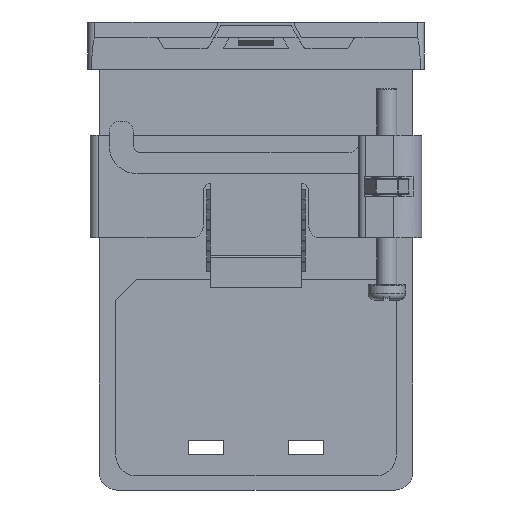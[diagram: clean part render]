
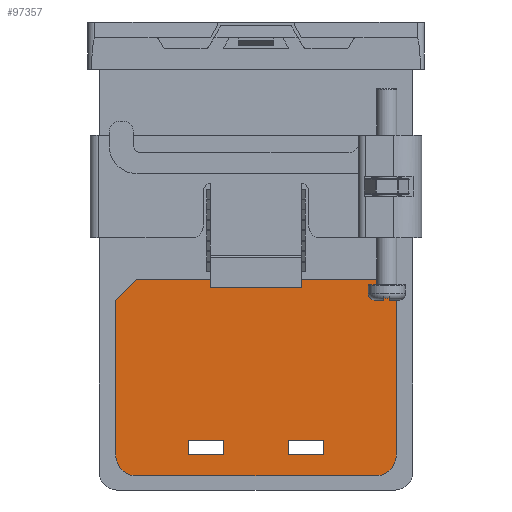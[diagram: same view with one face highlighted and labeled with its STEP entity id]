
A CAD part, front view. The second image highlights one B-rep face of the part: STEP entity #97357.
In plain terms, the highlighted planar face has unit normal (0, -1, 0).
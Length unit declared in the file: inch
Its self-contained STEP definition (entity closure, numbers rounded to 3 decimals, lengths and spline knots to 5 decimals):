
#2307 = CIRCLE ( 'NONE', #32710, 0.11811 ) ;
#3101 = LINE ( 'NONE', #38443, #142192 ) ;
#3453 = ORIENTED_EDGE ( 'NONE', *, *, #156003, .T. ) ;
#6165 = FACE_BOUND ( 'NONE', #125336, .T. ) ;
#7148 = DIRECTION ( 'NONE',  ( -1., 0., 0. ) ) ;
#8288 = EDGE_CURVE ( 'NONE', #163359, #18369, #88980, .T. ) ;
#8592 = EDGE_CURVE ( 'NONE', #42869, #80107, #2307, .T. ) ;
#8861 = CARTESIAN_POINT ( 'NONE',  ( -3.23799, -2.84431, 3.79321 ) ) ;
#8887 = ORIENTED_EDGE ( 'NONE', *, *, #14079, .T. ) ;
#10741 = CARTESIAN_POINT ( 'NONE',  ( -4.8128, -2.84431, 2.37589 ) ) ;
#11328 = ORIENTED_EDGE ( 'NONE', *, *, #164319, .F. ) ;
#12891 = ORIENTED_EDGE ( 'NONE', *, *, #106267, .T. ) ;
#14079 = EDGE_CURVE ( 'NONE', #105401, #91097, #127653, .T. ) ;
#15409 = VERTEX_POINT ( 'NONE', #39620 ) ;
#16359 = AXIS2_PLACEMENT_3D ( 'NONE', #81735, #66374, #120667 ) ;
#16777 = VERTEX_POINT ( 'NONE', #136453 ) ;
#18369 = VERTEX_POINT ( 'NONE', #108072 ) ;
#18572 = DIRECTION ( 'NONE',  ( 0., 0., 1. ) ) ;
#19307 = CARTESIAN_POINT ( 'NONE',  ( -4.69469, -2.84431, 1.39163 ) ) ;
#20477 = CARTESIAN_POINT ( 'NONE',  ( -4.4063, -2.84431, 1.58849 ) ) ;
#21826 = LINE ( 'NONE', #45735, #74503 ) ;
#21865 = DIRECTION ( 'NONE',  ( 1., 0., 0. ) ) ;
#22306 = DIRECTION ( 'NONE',  ( -1., 0., 0. ) ) ;
#26942 = ORIENTED_EDGE ( 'NONE', *, *, #99606, .T. ) ;
#27200 = VERTEX_POINT ( 'NONE', #19307 ) ;
#29557 = LINE ( 'NONE', #141423, #111976 ) ;
#30726 = CARTESIAN_POINT ( 'NONE',  ( -4.20945, -2.84431, 1.58849 ) ) ;
#31128 = VECTOR ( 'NONE', #22306, 39.37008 ) ;
#32710 = AXIS2_PLACEMENT_3D ( 'NONE', #59217, #84630, #71034 ) ;
#34239 = PLANE ( 'NONE',  #108660 ) ;
#34413 = CARTESIAN_POINT ( 'NONE',  ( -3.64449, -2.84431, 1.58849 ) ) ;
#35840 = DIRECTION ( 'NONE',  ( 0., 0., 1. ) ) ;
#37191 = CARTESIAN_POINT ( 'NONE',  ( -4.4063, -2.84431, 1.50975 ) ) ;
#38443 = CARTESIAN_POINT ( 'NONE',  ( -3.64449, -2.84431, 3.79321 ) ) ;
#39620 = CARTESIAN_POINT ( 'NONE',  ( -3.84134, -2.84431, 1.58849 ) ) ;
#42869 = VERTEX_POINT ( 'NONE', #46739 ) ;
#45735 = CARTESIAN_POINT ( 'NONE',  ( -4.0254, -2.84431, 1.50975 ) ) ;
#45882 = EDGE_CURVE ( 'NONE', #80107, #105401, #135548, .T. ) ;
#46739 = CARTESIAN_POINT ( 'NONE',  ( -3.23799, -2.84431, 2.37589 ) ) ;
#49128 = VECTOR ( 'NONE', #152156, 39.37008 ) ;
#50316 = CARTESIAN_POINT ( 'NONE',  ( -4.20945, -2.84431, 1.50975 ) ) ;
#50374 = DIRECTION ( 'NONE',  ( 0., 0., 1. ) ) ;
#51264 = DIRECTION ( 'NONE',  ( 1., 0., 0. ) ) ;
#53857 = CARTESIAN_POINT ( 'NONE',  ( -3.3561, -2.84431, 2.494 ) ) ;
#59217 = CARTESIAN_POINT ( 'NONE',  ( -3.3561, -2.84431, 2.37589 ) ) ;
#60758 = DIRECTION ( 'NONE',  ( 0., 0., 1. ) ) ;
#61048 = DIRECTION ( 'NONE',  ( -0.707, 0., -0.707 ) ) ;
#61354 = ORIENTED_EDGE ( 'NONE', *, *, #174147, .T. ) ;
#66374 = DIRECTION ( 'NONE',  ( 0., -1., 0. ) ) ;
#66934 = LINE ( 'NONE', #101888, #31128 ) ;
#68334 = ORIENTED_EDGE ( 'NONE', *, *, #76680, .T. ) ;
#70009 = VECTOR ( 'NONE', #35840, 39.37008 ) ;
#70504 = ORIENTED_EDGE ( 'NONE', *, *, #149726, .F. ) ;
#71034 = DIRECTION ( 'NONE',  ( 1., 0., 0. ) ) ;
#72816 = VERTEX_POINT ( 'NONE', #34413 ) ;
#73331 = LINE ( 'NONE', #172628, #172473 ) ;
#74503 = VECTOR ( 'NONE', #127011, 39.37008 ) ;
#74514 = LINE ( 'NONE', #123168, #78838 ) ;
#74708 = DIRECTION ( 'NONE',  ( 0., -1., 0. ) ) ;
#76680 = EDGE_CURVE ( 'NONE', #18369, #42869, #105984, .T. ) ;
#77804 = ORIENTED_EDGE ( 'NONE', *, *, #8592, .T. ) ;
#77937 = DIRECTION ( 'NONE',  ( 0., 0., 1. ) ) ;
#78838 = VECTOR ( 'NONE', #149070, 39.37008 ) ;
#79848 = LINE ( 'NONE', #86239, #151469 ) ;
#80107 = VERTEX_POINT ( 'NONE', #53857 ) ;
#80321 = CARTESIAN_POINT ( 'NONE',  ( -3.3561, -2.84431, 1.39163 ) ) ;
#81735 = CARTESIAN_POINT ( 'NONE',  ( -4.69469, -2.84431, 1.50975 ) ) ;
#82793 = VERTEX_POINT ( 'NONE', #37191 ) ;
#84200 = FACE_BOUND ( 'NONE', #153099, .T. ) ;
#84630 = DIRECTION ( 'NONE',  ( 0., -1., 0. ) ) ;
#84659 = ORIENTED_EDGE ( 'NONE', *, *, #134157, .T. ) ;
#85301 = EDGE_CURVE ( 'NONE', #72816, #15409, #29557, .T. ) ;
#86239 = CARTESIAN_POINT ( 'NONE',  ( -4.4063, -2.84431, 3.79321 ) ) ;
#88980 = CIRCLE ( 'NONE', #124050, 0.11811 ) ;
#91097 = VERTEX_POINT ( 'NONE', #10741 ) ;
#94127 = LINE ( 'NONE', #118152, #127897 ) ;
#97357 = ADVANCED_FACE ( 'NONE', ( #6165, #84200, #130492 ), #34239, .T. ) ;
#98717 = CARTESIAN_POINT ( 'NONE',  ( -4.20945, -2.84431, 3.79321 ) ) ;
#99390 = LINE ( 'NONE', #98717, #112109 ) ;
#99606 = EDGE_CURVE ( 'NONE', #16777, #15409, #94127, .T. ) ;
#99885 = ORIENTED_EDGE ( 'NONE', *, *, #126921, .F. ) ;
#100307 = VERTEX_POINT ( 'NONE', #134374 ) ;
#101888 = CARTESIAN_POINT ( 'NONE',  ( -4.0254, -2.84431, 1.50975 ) ) ;
#105401 = VERTEX_POINT ( 'NONE', #169385 ) ;
#105984 = LINE ( 'NONE', #8861, #70009 ) ;
#106267 = EDGE_CURVE ( 'NONE', #91097, #128074, #74514, .T. ) ;
#106642 = VECTOR ( 'NONE', #61048, 39.37008 ) ;
#108072 = CARTESIAN_POINT ( 'NONE',  ( -3.23799, -2.84431, 1.50975 ) ) ;
#108094 = VECTOR ( 'NONE', #174233, 39.37008 ) ;
#108660 = AXIS2_PLACEMENT_3D ( 'NONE', #154982, #143256, #21865 ) ;
#108890 = ORIENTED_EDGE ( 'NONE', *, *, #85301, .F. ) ;
#111976 = VECTOR ( 'NONE', #7148, 39.37008 ) ;
#112109 = VECTOR ( 'NONE', #18572, 39.37008 ) ;
#115997 = CARTESIAN_POINT ( 'NONE',  ( -3.3561, -2.84431, 1.50975 ) ) ;
#118152 = CARTESIAN_POINT ( 'NONE',  ( -3.84134, -2.84431, 3.79321 ) ) ;
#119278 = CARTESIAN_POINT ( 'NONE',  ( -4.8128, -2.84431, 1.50975 ) ) ;
#120667 = DIRECTION ( 'NONE',  ( 1., 0., 0. ) ) ;
#120952 = ORIENTED_EDGE ( 'NONE', *, *, #159933, .T. ) ;
#123168 = CARTESIAN_POINT ( 'NONE',  ( -4.8128, -2.84431, 3.79321 ) ) ;
#124050 = AXIS2_PLACEMENT_3D ( 'NONE', #115997, #74708, #154289 ) ;
#125336 = EDGE_LOOP ( 'NONE', ( #99885, #3453, #26942, #108890 ) ) ;
#126293 = VERTEX_POINT ( 'NONE', #20477 ) ;
#126921 = EDGE_CURVE ( 'NONE', #100307, #72816, #3101, .T. ) ;
#127011 = DIRECTION ( 'NONE',  ( -1., 0., 0. ) ) ;
#127653 = LINE ( 'NONE', #155348, #106642 ) ;
#127897 = VECTOR ( 'NONE', #50374, 39.37008 ) ;
#128074 = VERTEX_POINT ( 'NONE', #119278 ) ;
#129280 = EDGE_CURVE ( 'NONE', #128074, #27200, #154933, .T. ) ;
#130160 = ORIENTED_EDGE ( 'NONE', *, *, #45882, .T. ) ;
#130492 = FACE_OUTER_BOUND ( 'NONE', #171940, .T. ) ;
#134157 = EDGE_CURVE ( 'NONE', #27200, #163359, #73331, .T. ) ;
#134374 = CARTESIAN_POINT ( 'NONE',  ( -3.64449, -2.84431, 1.50975 ) ) ;
#135548 = LINE ( 'NONE', #138652, #49128 ) ;
#136453 = CARTESIAN_POINT ( 'NONE',  ( -3.84134, -2.84431, 1.50975 ) ) ;
#138652 = CARTESIAN_POINT ( 'NONE',  ( -4.0254, -2.84431, 2.494 ) ) ;
#141423 = CARTESIAN_POINT ( 'NONE',  ( -4.0254, -2.84431, 1.58849 ) ) ;
#142192 = VECTOR ( 'NONE', #77937, 39.37008 ) ;
#143256 = DIRECTION ( 'NONE',  ( 0., -1., 0. ) ) ;
#143889 = LINE ( 'NONE', #160627, #108094 ) ;
#144478 = VERTEX_POINT ( 'NONE', #50316 ) ;
#149070 = DIRECTION ( 'NONE',  ( 0., 0., -1. ) ) ;
#149726 = EDGE_CURVE ( 'NONE', #144478, #163505, #99390, .T. ) ;
#151469 = VECTOR ( 'NONE', #60758, 39.37008 ) ;
#152156 = DIRECTION ( 'NONE',  ( -1., 0., 0. ) ) ;
#152857 = ORIENTED_EDGE ( 'NONE', *, *, #129280, .T. ) ;
#153099 = EDGE_LOOP ( 'NONE', ( #11328, #70504, #120952, #61354 ) ) ;
#154289 = DIRECTION ( 'NONE',  ( 1., 0., 0. ) ) ;
#154933 = CIRCLE ( 'NONE', #16359, 0.11811 ) ;
#154982 = CARTESIAN_POINT ( 'NONE',  ( -4.0254, -2.84431, 3.79321 ) ) ;
#155348 = CARTESIAN_POINT ( 'NONE',  ( -3.71043, -2.84431, 3.47825 ) ) ;
#156003 = EDGE_CURVE ( 'NONE', #100307, #16777, #21826, .T. ) ;
#159933 = EDGE_CURVE ( 'NONE', #144478, #82793, #66934, .T. ) ;
#160627 = CARTESIAN_POINT ( 'NONE',  ( -4.0254, -2.84431, 1.58849 ) ) ;
#163359 = VERTEX_POINT ( 'NONE', #80321 ) ;
#163505 = VERTEX_POINT ( 'NONE', #30726 ) ;
#164277 = ORIENTED_EDGE ( 'NONE', *, *, #8288, .T. ) ;
#164319 = EDGE_CURVE ( 'NONE', #163505, #126293, #143889, .T. ) ;
#169385 = CARTESIAN_POINT ( 'NONE',  ( -4.69469, -2.84431, 2.494 ) ) ;
#171940 = EDGE_LOOP ( 'NONE', ( #12891, #152857, #84659, #164277, #68334, #77804, #130160, #8887 ) ) ;
#172473 = VECTOR ( 'NONE', #51264, 39.37008 ) ;
#172628 = CARTESIAN_POINT ( 'NONE',  ( -4.0254, -2.84431, 1.39163 ) ) ;
#174147 = EDGE_CURVE ( 'NONE', #82793, #126293, #79848, .T. ) ;
#174233 = DIRECTION ( 'NONE',  ( -1., 0., 0. ) ) ;
